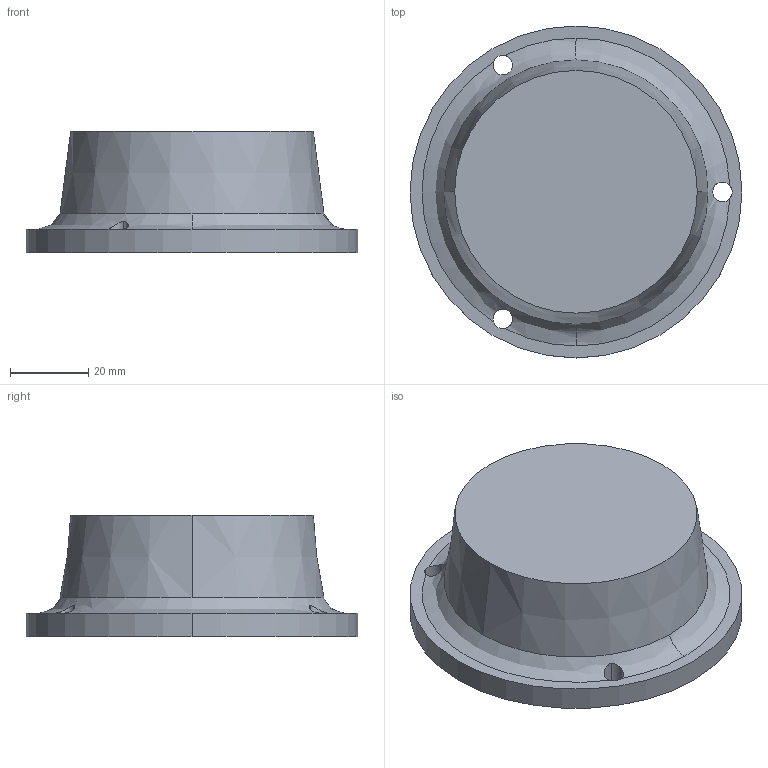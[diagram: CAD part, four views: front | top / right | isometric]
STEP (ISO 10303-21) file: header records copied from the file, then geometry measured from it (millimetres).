
FILE_DESCRIPTION((''),'2;1');
FILE_NAME('3d_8LB6BP04.stp','2012-10-02T14:09:28',(''),(''),'Mechanical Desktop 2011','Mechanical Desktop 2011',', , ');
FILE_SCHEMA(('CONFIG_CONTROL_DESIGN'));
Length unit declared in the file: millimetre
Products named in the file (1): Product
Bounding box: 85 x 85 x 31 mm (x, y, z)
Volume: 118753.2 mm3; surface area: 17282.3 mm2
Topology: 1 solids, 1 shells, 15 faces, 45 edges, 30 vertices
Faces by surface type: cylinder 8, plane 3, cone 2, bspline 2
Entity records: 813 total; most frequent: CARTESIAN_POINT 289, DIRECTION 96, ORIENTED_EDGE 90, EDGE_CURVE 45, AXIS2_PLACEMENT_3D 43, VERTEX_POINT 30, CIRCLE 29, EDGE_LOOP 19
